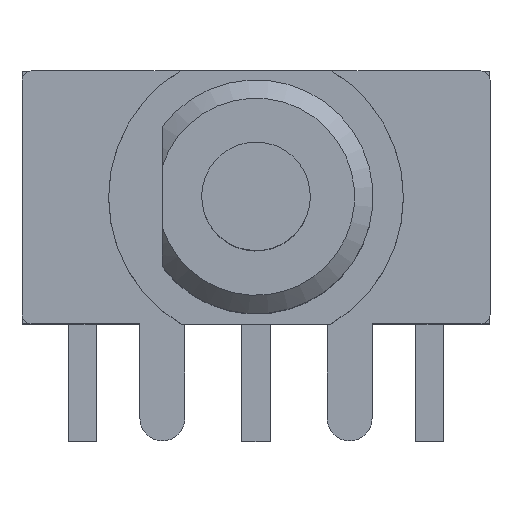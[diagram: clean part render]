
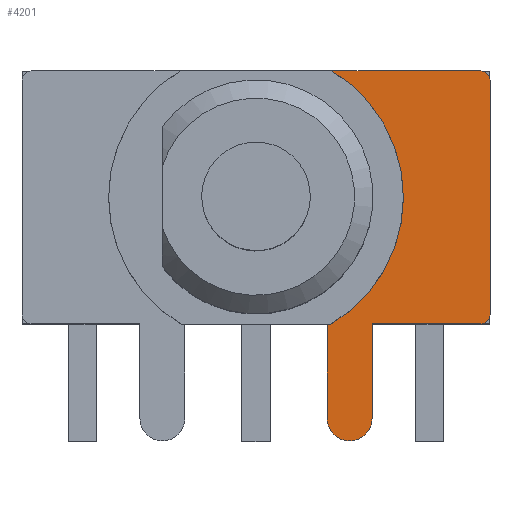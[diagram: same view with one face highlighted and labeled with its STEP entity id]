
A CAD part, top view. The second image highlights one B-rep face of the part: STEP entity #4201.
In plain terms, the highlighted planar face has unit normal (0, 0, 1).
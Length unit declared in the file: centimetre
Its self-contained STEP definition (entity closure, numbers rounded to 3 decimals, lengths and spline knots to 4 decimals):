
#144=FACE_OUTER_BOUND('',#401,.T.);
#401=EDGE_LOOP('',(#2762,#2763,#2764,#2765,#2766,#2767,#2768,#2769,#2770,
#2771));
#669=CIRCLE('',#4477,0.061);
#670=CIRCLE('',#4478,0.025);
#671=CIRCLE('',#4479,0.025);
#672=CIRCLE('',#4480,0.4);
#780=LINE('',#6139,#1261);
#781=LINE('',#6141,#1262);
#782=LINE('',#6145,#1263);
#783=LINE('',#6147,#1264);
#784=LINE('',#6151,#1265);
#785=LINE('',#6155,#1266);
#1261=VECTOR('',#4872,1.);
#1262=VECTOR('',#4873,1.);
#1263=VECTOR('',#4876,1.);
#1264=VECTOR('',#4877,1.);
#1265=VECTOR('',#4880,1.);
#1266=VECTOR('',#4883,1.);
#1742=VERTEX_POINT('',#6137);
#1743=VERTEX_POINT('',#6138);
#1744=VERTEX_POINT('',#6140);
#1745=VERTEX_POINT('',#6142);
#1746=VERTEX_POINT('',#6144);
#1747=VERTEX_POINT('',#6146);
#1748=VERTEX_POINT('',#6148);
#1749=VERTEX_POINT('',#6150);
#1750=VERTEX_POINT('',#6152);
#1751=VERTEX_POINT('',#6154);
#2132=EDGE_CURVE('',#1742,#1743,#780,.T.);
#2133=EDGE_CURVE('',#1744,#1743,#781,.T.);
#2134=EDGE_CURVE('',#1745,#1744,#669,.T.);
#2135=EDGE_CURVE('',#1746,#1745,#782,.T.);
#2136=EDGE_CURVE('',#1747,#1746,#783,.T.);
#2137=EDGE_CURVE('',#1748,#1747,#670,.T.);
#2138=EDGE_CURVE('',#1749,#1748,#784,.T.);
#2139=EDGE_CURVE('',#1750,#1749,#671,.T.);
#2140=EDGE_CURVE('',#1751,#1750,#785,.T.);
#2141=EDGE_CURVE('',#1751,#1742,#672,.T.);
#2762=ORIENTED_EDGE('',*,*,#2132,.T.);
#2763=ORIENTED_EDGE('',*,*,#2133,.F.);
#2764=ORIENTED_EDGE('',*,*,#2134,.F.);
#2765=ORIENTED_EDGE('',*,*,#2135,.F.);
#2766=ORIENTED_EDGE('',*,*,#2136,.F.);
#2767=ORIENTED_EDGE('',*,*,#2137,.F.);
#2768=ORIENTED_EDGE('',*,*,#2138,.F.);
#2769=ORIENTED_EDGE('',*,*,#2139,.F.);
#2770=ORIENTED_EDGE('',*,*,#2140,.F.);
#2771=ORIENTED_EDGE('',*,*,#2141,.T.);
#4022=PLANE('',#4476);
#4201=ADVANCED_FACE('',(#144),#4022,.T.);
#4476=AXIS2_PLACEMENT_3D('',#6136,#4870,#4871);
#4477=AXIS2_PLACEMENT_3D('',#6143,#4874,#4875);
#4478=AXIS2_PLACEMENT_3D('',#6149,#4878,#4879);
#4479=AXIS2_PLACEMENT_3D('',#6153,#4881,#4882);
#4480=AXIS2_PLACEMENT_3D('',#6156,#4884,#4885);
#4870=DIRECTION('center_axis',(0.,0.,
1.));
#4871=DIRECTION('ref_axis',(0.,1.,0.));
#4872=DIRECTION('',(-1.,0.,0.));
#4873=DIRECTION('',(0.,1.,0.));
#4874=DIRECTION('center_axis',(0.,0.,
-1.));
#4875=DIRECTION('ref_axis',(-1.,0.,0.));
#4876=DIRECTION('',(0.,-1.,0.));
#4877=DIRECTION('',(-1.,0.,0.));
#4878=DIRECTION('center_axis',(0.,0.,
-1.));
#4879=DIRECTION('ref_axis',(0.707,-0.707,0.));
#4880=DIRECTION('',(0.,-1.,0.));
#4881=DIRECTION('center_axis',(0.,0.,
-1.));
#4882=DIRECTION('ref_axis',(0.707,0.707,0.));
#4883=DIRECTION('',(1.,0.,0.));
#4884=DIRECTION('center_axis',(0.,0.,
-1.));
#4885=DIRECTION('ref_axis',(-0.506,0.862,0.));
#6136=CARTESIAN_POINT('Origin',(0.,-0.1269,
1.0335));
#6137=CARTESIAN_POINT('',(0.2024,-0.345,1.0335));
#6138=CARTESIAN_POINT('',(0.193,-0.345,1.0335));
#6139=CARTESIAN_POINT('',(0.2024,-0.345,1.0335));
#6140=CARTESIAN_POINT('',(0.193,-0.6,1.0335));
#6141=CARTESIAN_POINT('',(0.193,-0.343,1.0335));
#6142=CARTESIAN_POINT('',(0.315,-0.6,1.0335));
#6143=CARTESIAN_POINT('Origin',(0.254,-0.6,1.0335));
#6144=CARTESIAN_POINT('',(0.315,-0.343,1.0335));
#6145=CARTESIAN_POINT('',(0.315,-0.6,1.0335));
#6146=CARTESIAN_POINT('',(0.61,-0.343,1.0335));
#6147=CARTESIAN_POINT('',(0.315,-0.343,1.0335));
#6148=CARTESIAN_POINT('',(0.635,-0.318,1.0335));
#6149=CARTESIAN_POINT('Origin',(0.61,-0.318,1.0335));
#6150=CARTESIAN_POINT('',(0.635,0.318,1.0335));
#6151=CARTESIAN_POINT('',(0.635,-0.343,1.0335));
#6152=CARTESIAN_POINT('',(0.61,0.343,1.0335));
#6153=CARTESIAN_POINT('Origin',(0.61,0.318,1.0335));
#6154=CARTESIAN_POINT('',(0.2058,0.343,1.0335));
#6155=CARTESIAN_POINT('',(0.635,0.343,1.0335));
#6156=CARTESIAN_POINT('Origin',(0.,0.,
1.0335));
